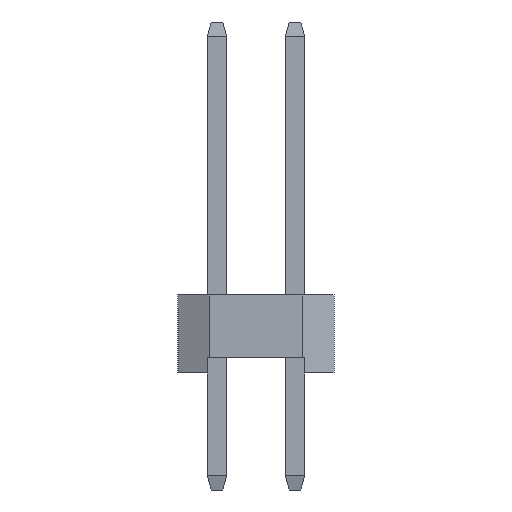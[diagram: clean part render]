
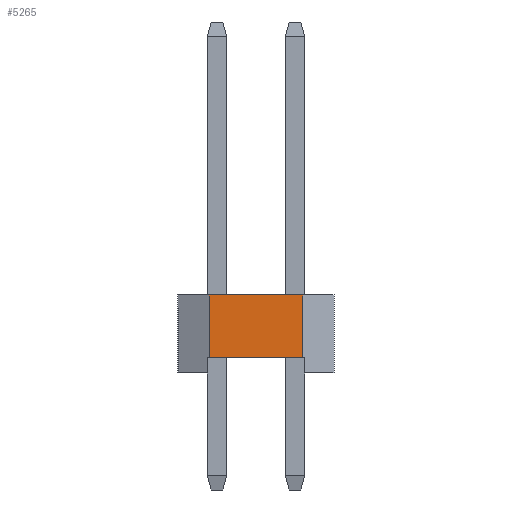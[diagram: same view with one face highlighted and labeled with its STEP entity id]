
A CAD part, left-side view. The second image highlights one B-rep face of the part: STEP entity #5265.
In plain terms, the highlighted planar face has unit normal (-1, 0, 0).
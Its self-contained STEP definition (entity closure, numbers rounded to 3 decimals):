
#727 = CARTESIAN_POINT ( 'NONE',  ( -40., -1.2, -1.5 ) ) ;
#1300 = EDGE_CURVE ( 'NONE', #14163, #12392, #10096, .T. ) ;
#1306 = VERTEX_POINT ( 'NONE', #3188 ) ;
#1746 = EDGE_CURVE ( 'NONE', #11481, #1306, #13429, .T. ) ;
#2036 = DIRECTION ( 'NONE',  ( 0., 1., 0. ) ) ;
#2072 = ORIENTED_EDGE ( 'NONE', *, *, #13550, .F. ) ;
#2407 = CARTESIAN_POINT ( 'NONE',  ( -40., 1.2, 0.4 ) ) ;
#3188 = CARTESIAN_POINT ( 'NONE',  ( -40., -1.2, 2. ) ) ;
#3737 = ORIENTED_EDGE ( 'NONE', *, *, #7756, .F. ) ;
#4190 = CARTESIAN_POINT ( 'NONE',  ( -40., 1.25, 0.4 ) ) ;
#4248 = CARTESIAN_POINT ( 'NONE',  ( -40., 1.2, -1.5 ) ) ;
#5128 = LINE ( 'NONE', #9758, #15040 ) ;
#5148 = FACE_OUTER_BOUND ( 'NONE', #9155, .T. ) ;
#5265 = ADVANCED_FACE ( 'NONE', ( #5148 ), #7008, .F. ) ;
#5734 = VECTOR ( 'NONE', #2036, 1000. ) ;
#6286 = CARTESIAN_POINT ( 'NONE',  ( -40., -2., 2. ) ) ;
#6488 = VECTOR ( 'NONE', #10332, 1000. ) ;
#7008 = PLANE ( 'NONE',  #14524 ) ;
#7089 = DIRECTION ( 'NONE',  ( 0., 0., -1. ) ) ;
#7756 = EDGE_CURVE ( 'NONE', #11481, #14163, #8898, .T. ) ;
#8095 = ORIENTED_EDGE ( 'NONE', *, *, #1746, .T. ) ;
#8221 = DIRECTION ( 'NONE',  ( 1., 0., 0. ) ) ;
#8898 = LINE ( 'NONE', #4190, #5734 ) ;
#9155 = EDGE_LOOP ( 'NONE', ( #14561, #3737, #8095, #2072 ) ) ;
#9758 = CARTESIAN_POINT ( 'NONE',  ( -40., -2., 2. ) ) ;
#10096 = LINE ( 'NONE', #4248, #6488 ) ;
#10332 = DIRECTION ( 'NONE',  ( 0., 0., 1. ) ) ;
#10636 = CARTESIAN_POINT ( 'NONE',  ( -40., -1.2, 0.4 ) ) ;
#11090 = CARTESIAN_POINT ( 'NONE',  ( -40., 1.2, 2. ) ) ;
#11481 = VERTEX_POINT ( 'NONE', #10636 ) ;
#11899 = DIRECTION ( 'NONE',  ( 0., -1., 0. ) ) ;
#12392 = VERTEX_POINT ( 'NONE', #11090 ) ;
#13429 = LINE ( 'NONE', #727, #14897 ) ;
#13550 = EDGE_CURVE ( 'NONE', #12392, #1306, #5128, .T. ) ;
#14163 = VERTEX_POINT ( 'NONE', #2407 ) ;
#14524 = AXIS2_PLACEMENT_3D ( 'NONE', #6286, #8221, #7089 ) ;
#14561 = ORIENTED_EDGE ( 'NONE', *, *, #1300, .F. ) ;
#14644 = DIRECTION ( 'NONE',  ( 0., 0., 1. ) ) ;
#14897 = VECTOR ( 'NONE', #14644, 1000. ) ;
#15040 = VECTOR ( 'NONE', #11899, 1000. ) ;
